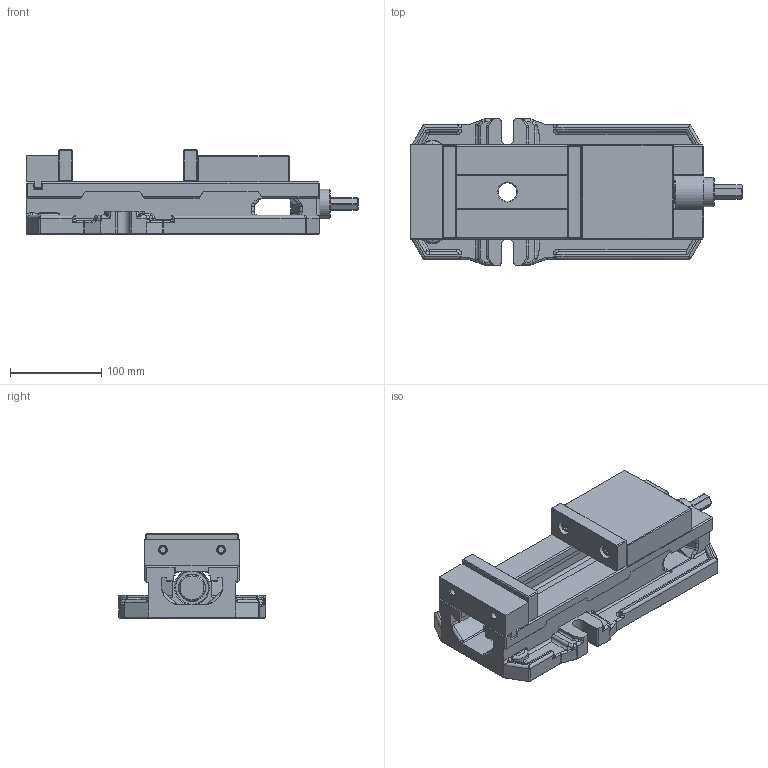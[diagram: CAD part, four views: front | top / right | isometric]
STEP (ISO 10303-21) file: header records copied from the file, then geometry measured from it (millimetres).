
FILE_DESCRIPTION(/* description */ (''),/* implementation_level */ '2;1');
FILE_NAME(/* name */ 'ATD-460.stp',/* time_stamp */ '2015-09-23T11:58:00+08:00',/* author */ ('user'),/* organization */ (''),/* preprocessor_version */ 'ST-DEVELOPER v15.2',/* originating_system */ 'Autodesk Inventor 2014',/* authorisation */ '');
FILE_SCHEMA (('AUTOMOTIVE_DESIGN { 1 0 10303 214 3 1 1 }'));
Length unit declared in the file: millimetre
Products named in the file (11): AT-4011; ANSI_AFBMA 24.1 TA - 17TA11  17 x 30 x 9; ATD-402_MIR; ATD-403_MIR; ANSI B18.3 - 5_16-18 UNC - 0.31(24); 螺桿組; AT-408; AT-406; AT-409; ANSI B18.3 - 5_16-24 UNF - 0.75(22); ATD-460
Bounding box: 363 x 160 x 92.15 mm (x, y, z)
Volume: 1688876.9 mm3; surface area: 312381.4 mm2
Topology: 24 solids, 24 shells, 1019 faces, 2551 edges, 1545 vertices
Faces by surface type: plane 458, cylinder 320, torus 67, bspline 66, cone 63, sphere 45
Full cylindrical faces by diameter (mm): 6.401 x1, 7.798 x5, 7.938 x5, 8.566 x4, 10.5 x6, 11.913 x4, 15.5 x4, 16 x4, 17 x3, 18 x1, 20 x2, 25 x1, 29 x2, 30 x2, 32 x1, 36 x1, 36.5 x1, 37 x1
Entity records: 28676 total; most frequent: CARTESIAN_POINT 7627, DIRECTION 4207, ORIENTED_EDGE 4158, EDGE_CURVE 2059, AXIS2_PLACEMENT_3D 1510, VERTEX_POINT 1286, LINE 1187, VECTOR 1187
